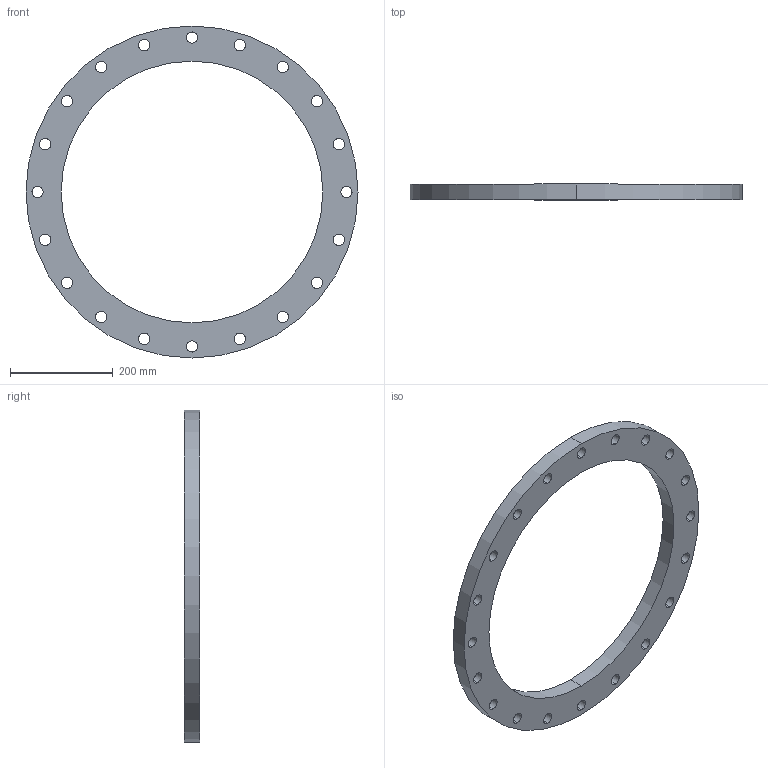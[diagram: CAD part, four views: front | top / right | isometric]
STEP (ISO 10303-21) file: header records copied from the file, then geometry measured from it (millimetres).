
FILE_DESCRIPTION (( 'STEP AP203' ), '1' );
FILE_NAME ('3D_R182-PN6_DN500_17609350_17613350.STEP', '2024-06-30T14:25:05', ( '' ), ( '' ), 'SwSTEP 2.0', 'SolidWorks 2024', '' );
FILE_SCHEMA (( 'CONFIG_CONTROL_DESIGN' ));
Length unit declared in the file: millimetre
Products named in the file (1): 3D_R182-PN6_DN500_17609350_17613350
Bounding box: 645 x 30 x 645 mm (x, y, z)
Volume: 3481813.3 mm3; surface area: 382295.4 mm2
Topology: 1 solids, 1 shells, 48 faces, 136 edges, 90 vertices
Faces by surface type: cylinder 44, cone 2, plane 2
Entity records: 1775 total; most frequent: DIRECTION 324, CARTESIAN_POINT 275, ORIENTED_EDGE 272, AXIS2_PLACEMENT_3D 139, EDGE_CURVE 136, VERTEX_POINT 90, CIRCLE 90, EDGE_LOOP 90
